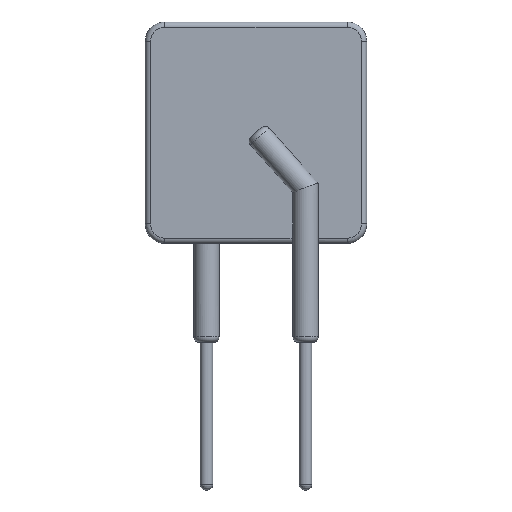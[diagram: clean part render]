
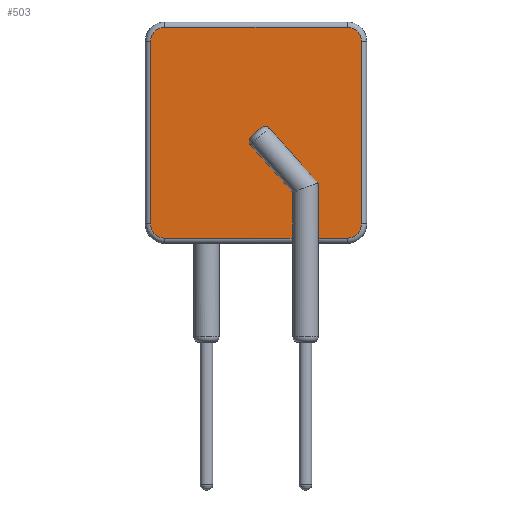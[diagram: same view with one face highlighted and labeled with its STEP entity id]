
A CAD part, front view. The second image highlights one B-rep face of the part: STEP entity #503.
In plain terms, the highlighted planar face has unit normal (0, -1, 0).
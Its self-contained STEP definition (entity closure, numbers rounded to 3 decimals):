
#128 = VERTEX_POINT('',#129);
#129 = CARTESIAN_POINT('',(7.98,-1.44,15.5));
#136 = EDGE_CURVE('',#128,#137,#139,.T.);
#137 = VERTEX_POINT('',#138);
#138 = CARTESIAN_POINT('',(7.98,-1.44,6.1));
#139 = LINE('',#140,#141);
#140 = CARTESIAN_POINT('',(7.98,-1.44,15.5));
#141 = VECTOR('',#142,1.);
#142 = DIRECTION('',(0.,0.,-1.));
#222 = VERTEX_POINT('',#223);
#223 = CARTESIAN_POINT('',(7.25,-1.44,5.37));
#230 = EDGE_CURVE('',#137,#222,#231,.T.);
#231 = CIRCLE('',#232,0.73);
#232 = AXIS2_PLACEMENT_3D('',#233,#234,#235);
#233 = CARTESIAN_POINT('',(7.25,-1.44,6.1));
#234 = DIRECTION('',(0.,1.,0.));
#235 = DIRECTION('',(1.,0.,0.));
#482 = VERTEX_POINT('',#483);
#483 = CARTESIAN_POINT('',(7.25,-1.44,16.23));
#492 = EDGE_CURVE('',#482,#128,#493,.T.);
#493 = CIRCLE('',#494,0.73);
#494 = AXIS2_PLACEMENT_3D('',#495,#496,#497);
#495 = CARTESIAN_POINT('',(7.25,-1.44,15.5));
#496 = DIRECTION('',(0.,1.,0.));
#497 = DIRECTION('',(0.,0.,1.));
#503 = ADVANCED_FACE('',(#504),#643,.T.);
#504 = FACE_BOUND('',#505,.T.);
#505 = EDGE_LOOP('',(#506,#507,#515,#524,#532,#541,#549,#557,#566,#588,
#596,#618,#627,#635,#641,#642));
#506 = ORIENTED_EDGE('',*,*,#492,.F.);
#507 = ORIENTED_EDGE('',*,*,#508,.F.);
#508 = EDGE_CURVE('',#509,#482,#511,.T.);
#509 = VERTEX_POINT('',#510);
#510 = CARTESIAN_POINT('',(-2.15,-1.44,16.23));
#511 = LINE('',#512,#513);
#512 = CARTESIAN_POINT('',(-2.15,-1.44,16.23));
#513 = VECTOR('',#514,1.);
#514 = DIRECTION('',(1.,0.,0.));
#515 = ORIENTED_EDGE('',*,*,#516,.F.);
#516 = EDGE_CURVE('',#517,#509,#519,.T.);
#517 = VERTEX_POINT('',#518);
#518 = CARTESIAN_POINT('',(-2.88,-1.44,15.5));
#519 = CIRCLE('',#520,0.73);
#520 = AXIS2_PLACEMENT_3D('',#521,#522,#523);
#521 = CARTESIAN_POINT('',(-2.15,-1.44,15.5));
#522 = DIRECTION('',(0.,1.,0.));
#523 = DIRECTION('',(-1.,0.,0.));
#524 = ORIENTED_EDGE('',*,*,#525,.F.);
#525 = EDGE_CURVE('',#526,#517,#528,.T.);
#526 = VERTEX_POINT('',#527);
#527 = CARTESIAN_POINT('',(-2.88,-1.44,6.1));
#528 = LINE('',#529,#530);
#529 = CARTESIAN_POINT('',(-2.88,-1.44,6.1));
#530 = VECTOR('',#531,1.);
#531 = DIRECTION('',(0.,0.,1.));
#532 = ORIENTED_EDGE('',*,*,#533,.F.);
#533 = EDGE_CURVE('',#534,#526,#536,.T.);
#534 = VERTEX_POINT('',#535);
#535 = CARTESIAN_POINT('',(-2.15,-1.44,5.37));
#536 = CIRCLE('',#537,0.73);
#537 = AXIS2_PLACEMENT_3D('',#538,#539,#540);
#538 = CARTESIAN_POINT('',(-2.15,-1.44,6.1));
#539 = DIRECTION('',(0.,1.,0.));
#540 = DIRECTION('',(0.,0.,-1.));
#541 = ORIENTED_EDGE('',*,*,#542,.F.);
#542 = EDGE_CURVE('',#543,#534,#545,.T.);
#543 = VERTEX_POINT('',#544);
#544 = CARTESIAN_POINT('',(4.559,-1.44,5.37));
#545 = LINE('',#546,#547);
#546 = CARTESIAN_POINT('',(7.25,-1.44,5.37));
#547 = VECTOR('',#548,1.);
#548 = DIRECTION('',(-1.,0.,0.));
#549 = ORIENTED_EDGE('',*,*,#550,.F.);
#550 = EDGE_CURVE('',#551,#543,#553,.T.);
#551 = VERTEX_POINT('',#552);
#552 = CARTESIAN_POINT('',(4.559,-1.44,7.728));
#553 = LINE('',#554,#555);
#554 = CARTESIAN_POINT('',(4.559,-1.44,0.));
#555 = VECTOR('',#556,1.);
#556 = DIRECTION('',(0.,0.,-1.));
#557 = ORIENTED_EDGE('',*,*,#558,.F.);
#558 = EDGE_CURVE('',#559,#551,#561,.T.);
#559 = VERTEX_POINT('',#560);
#560 = CARTESIAN_POINT('',(2.286,-1.44,10.147));
#561 = ELLIPSE('',#562,7.999,0.65);
#562 = AXIS2_PLACEMENT_3D('',#563,#564,#565);
#563 = CARTESIAN_POINT('',(2.168,-1.44,11.252));
#564 = DIRECTION('',(0.,-1.,0.));
#565 = DIRECTION('',(0.664,0.,-0.748)
);
#566 = ORIENTED_EDGE('',*,*,#567,.T.);
#567 = EDGE_CURVE('',#559,#568,#570,.T.);
#568 = VERTEX_POINT('',#569);
#569 = CARTESIAN_POINT('',(2.309,-1.44,10.564));
#570 = B_SPLINE_CURVE_WITH_KNOTS('',6,(#571,#572,#573,#574,#575,#576,
#577,#578,#579,#580,#581,#582,#583,#584,#585,#586,#587),
.UNSPECIFIED.,.F.,.F.,(7,5,5,7),(0.,0.082,
0.541,1.),.UNSPECIFIED.);
#571 = CARTESIAN_POINT('',(2.286,-1.44,10.147));
#572 = CARTESIAN_POINT('',(2.281,-1.44,10.151));
#573 = CARTESIAN_POINT('',(2.277,-1.44,10.156));
#574 = CARTESIAN_POINT('',(2.273,-1.44,10.161));
#575 = CARTESIAN_POINT('',(2.269,-1.44,10.166));
#576 = CARTESIAN_POINT('',(2.266,-1.44,10.171));
#577 = CARTESIAN_POINT('',(2.242,-1.44,10.206));
#578 = CARTESIAN_POINT('',(2.226,-1.44,10.238));
#579 = CARTESIAN_POINT('',(2.214,-1.44,10.272));
#580 = CARTESIAN_POINT('',(2.208,-1.44,10.308));
#581 = CARTESIAN_POINT('',(2.208,-1.44,10.344));
#582 = CARTESIAN_POINT('',(2.216,-1.44,10.414));
#583 = CARTESIAN_POINT('',(2.226,-1.44,10.449));
#584 = CARTESIAN_POINT('',(2.24,-1.44,10.482));
#585 = CARTESIAN_POINT('',(2.259,-1.44,10.513));
#586 = CARTESIAN_POINT('',(2.283,-1.44,10.54));
#587 = CARTESIAN_POINT('',(2.309,-1.44,10.564));
#588 = ORIENTED_EDGE('',*,*,#589,.F.);
#589 = EDGE_CURVE('',#590,#568,#592,.T.);
#590 = VERTEX_POINT('',#591);
#591 = CARTESIAN_POINT('',(2.834,-1.44,11.03));
#592 = LINE('',#593,#594);
#593 = CARTESIAN_POINT('',(2.566,-1.44,10.792));
#594 = VECTOR('',#595,1.);
#595 = DIRECTION('',(-0.748,0.,-0.664)
);
#596 = ORIENTED_EDGE('',*,*,#597,.F.);
#597 = EDGE_CURVE('',#598,#590,#600,.T.);
#598 = VERTEX_POINT('',#599);
#599 = CARTESIAN_POINT('',(3.251,-1.44,11.004));
#600 = B_SPLINE_CURVE_WITH_KNOTS('',6,(#601,#602,#603,#604,#605,#606,
#607,#608,#609,#610,#611,#612,#613,#614,#615,#616,#617),
.UNSPECIFIED.,.F.,.F.,(7,5,5,7),(0.,0.082,
0.541,1.),.UNSPECIFIED.);
#601 = CARTESIAN_POINT('',(3.251,-1.44,11.004));
#602 = CARTESIAN_POINT('',(3.247,-1.44,11.009));
#603 = CARTESIAN_POINT('',(3.243,-1.44,11.014));
#604 = CARTESIAN_POINT('',(3.239,-1.44,11.018));
#605 = CARTESIAN_POINT('',(3.234,-1.44,11.023));
#606 = CARTESIAN_POINT('',(3.229,-1.44,11.027));
#607 = CARTESIAN_POINT('',(3.198,-1.44,11.055));
#608 = CARTESIAN_POINT('',(3.168,-1.44,11.075));
#609 = CARTESIAN_POINT('',(3.135,-1.44,11.09));
#610 = CARTESIAN_POINT('',(3.1,-1.44,11.1));
#611 = CARTESIAN_POINT('',(3.065,-1.44,11.105));
#612 = CARTESIAN_POINT('',(2.994,-1.44,11.105));
#613 = CARTESIAN_POINT('',(2.958,-1.44,11.099));
#614 = CARTESIAN_POINT('',(2.924,-1.44,11.089));
#615 = CARTESIAN_POINT('',(2.891,-1.44,11.074));
#616 = CARTESIAN_POINT('',(2.861,-1.44,11.054));
#617 = CARTESIAN_POINT('',(2.834,-1.44,11.03));
#618 = ORIENTED_EDGE('',*,*,#619,.F.);
#619 = EDGE_CURVE('',#620,#598,#622,.T.);
#620 = VERTEX_POINT('',#621);
#621 = CARTESIAN_POINT('',(5.641,-1.44,8.138));
#622 = ELLIPSE('',#623,7.999,0.65);
#623 = AXIS2_PLACEMENT_3D('',#624,#625,#626);
#624 = CARTESIAN_POINT('',(2.168,-1.44,11.252));
#625 = DIRECTION('',(0.,-1.,0.));
#626 = DIRECTION('',(0.664,0.,-0.748)
);
#627 = ORIENTED_EDGE('',*,*,#628,.T.);
#628 = EDGE_CURVE('',#620,#629,#631,.T.);
#629 = VERTEX_POINT('',#630);
#630 = CARTESIAN_POINT('',(5.641,-1.44,5.37));
#631 = LINE('',#632,#633);
#632 = CARTESIAN_POINT('',(5.641,-1.44,0.));
#633 = VECTOR('',#634,1.);
#634 = DIRECTION('',(0.,0.,-1.));
#635 = ORIENTED_EDGE('',*,*,#636,.F.);
#636 = EDGE_CURVE('',#222,#629,#637,.T.);
#637 = LINE('',#638,#639);
#638 = CARTESIAN_POINT('',(7.25,-1.44,5.37));
#639 = VECTOR('',#640,1.);
#640 = DIRECTION('',(-1.,0.,0.));
#641 = ORIENTED_EDGE('',*,*,#230,.F.);
#642 = ORIENTED_EDGE('',*,*,#136,.F.);
#643 = PLANE('',#644);
#644 = AXIS2_PLACEMENT_3D('',#645,#646,#647);
#645 = CARTESIAN_POINT('',(2.55,-1.44,10.8));
#646 = DIRECTION('',(0.,-1.,0.));
#647 = DIRECTION('',(0.,0.,-1.));
